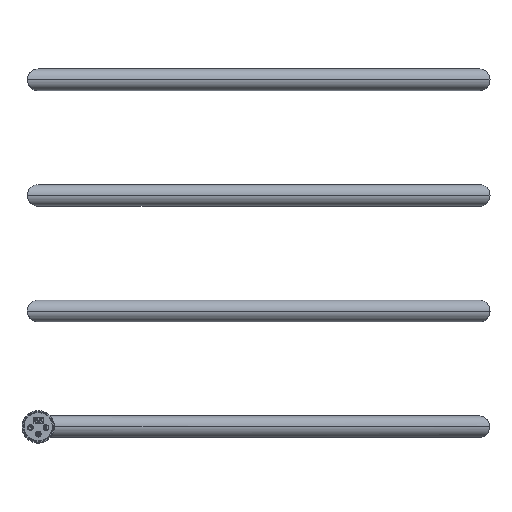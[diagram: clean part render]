
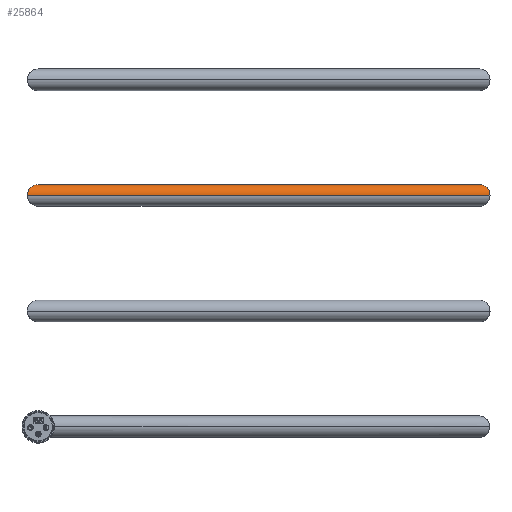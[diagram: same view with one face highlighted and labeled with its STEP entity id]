
A CAD part, top view. The second image highlights one B-rep face of the part: STEP entity #25864.
In plain terms, the highlighted cylindrical face has radius 14 mm (diameter 28 mm), a partial arc.
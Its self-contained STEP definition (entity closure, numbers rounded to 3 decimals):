
#25712=DIRECTION('',(-1.,0.,0.));
#25713=VECTOR('',#25712,600.);
#25714=CARTESIAN_POINT('',(300.,0.,14.));
#25715=LINE('',#25714,#25713);
#25716=CARTESIAN_POINT('',(-300.,0.,14.));
#25717=CARTESIAN_POINT('',(-300.,1.65,14.));
#25718=CARTESIAN_POINT('',(-299.403,5.214,
13.403));
#25719=CARTESIAN_POINT('',(-296.193,10.196,
10.193));
#25720=CARTESIAN_POINT('',(-292.052,12.866,
6.052));
#25721=CARTESIAN_POINT('',(-288.529,13.853,
2.529));
#25722=CARTESIAN_POINT('',(-286.,14.074,0.));
#25723=CARTESIAN_POINT('',(-283.471,13.853,
-2.529));
#25724=CARTESIAN_POINT('',(-279.948,12.866,
-6.052));
#25725=CARTESIAN_POINT('',(-275.807,10.196,
-10.193));
#25726=CARTESIAN_POINT('',(-272.597,5.214,
-13.403));
#25727=CARTESIAN_POINT('',(-272.,1.65,-14.));
#25728=CARTESIAN_POINT('',(-272.,0.,-14.));
#25730=CARTESIAN_POINT('',(300.,0.,14.));
#25731=CARTESIAN_POINT('',(300.,1.65,14.));
#25732=CARTESIAN_POINT('',(299.403,5.214,13.403));
#25733=CARTESIAN_POINT('',(296.193,10.196,10.193));
#25734=CARTESIAN_POINT('',(292.052,12.866,6.052));
#25735=CARTESIAN_POINT('',(288.529,13.853,2.529));
#25736=CARTESIAN_POINT('',(286.,14.074,0.));
#25737=CARTESIAN_POINT('',(283.471,13.853,
-2.529));
#25738=CARTESIAN_POINT('',(279.948,12.866,
-6.052));
#25739=CARTESIAN_POINT('',(275.807,10.196,
-10.193));
#25740=CARTESIAN_POINT('',(272.597,5.214,
-13.403));
#25741=CARTESIAN_POINT('',(272.,1.65,-14.));
#25742=CARTESIAN_POINT('',(272.,0.,-14.));
#25758=DIRECTION('',(-1.,0.,0.));
#25759=VECTOR('',#25758,544.);
#25760=CARTESIAN_POINT('',(272.,0.,-14.));
#25761=LINE('',#25760,#25759);
#25840=VERTEX_POINT('',#25730);
#25841=VERTEX_POINT('',#25742);
#25842=CARTESIAN_POINT('',(-300.,0.,14.));
#25843=VERTEX_POINT('',#25842);
#25844=VERTEX_POINT('',#25728);
#25849=CARTESIAN_POINT('',(-300.,0.,0.));
#25850=DIRECTION('',(1.,0.,0.));
#25851=DIRECTION('',(0.,0.,-1.));
#25852=AXIS2_PLACEMENT_3D('',#25849,#25850,#25851);
#25853=CYLINDRICAL_SURFACE('',#25852,14.);
#25855=ORIENTED_EDGE('',*,*,#25854,.F.);
#25857=ORIENTED_EDGE('',*,*,#25856,.T.);
#25859=ORIENTED_EDGE('',*,*,#25858,.T.);
#25861=ORIENTED_EDGE('',*,*,#25860,.F.);
#25862=EDGE_LOOP('',(#25855,#25857,#25859,#25861));
#25863=FACE_OUTER_BOUND('',#25862,.F.);
#25864=ADVANCED_FACE('',(#25863),#25853,.T.);
#25729=B_SPLINE_CURVE_WITH_KNOTS('',3,(#25716,#25717,#25718,#25719,#25720,
#25721,#25722,#25723,#25724,#25725,#25726,#25727,#25728),.UNSPECIFIED.,.F.,.F.,(
4,1,1,1,1,1,1,1,1,1,4),(0.,0.125,0.25,0.375,0.438,0.5,0.563,
0.625,0.75,0.875,1.),.UNSPECIFIED.);
#25743=B_SPLINE_CURVE_WITH_KNOTS('',3,(#25730,#25731,#25732,#25733,#25734,
#25735,#25736,#25737,#25738,#25739,#25740,#25741,#25742),.UNSPECIFIED.,.F.,.F.,(
4,1,1,1,1,1,1,1,1,1,4),(0.,0.125,0.25,0.375,0.438,0.5,0.563,
0.625,0.75,0.875,1.),.UNSPECIFIED.);
#25854=EDGE_CURVE('',#25840,#25841,#25743,.T.);
#25856=EDGE_CURVE('',#25840,#25843,#25715,.T.);
#25858=EDGE_CURVE('',#25843,#25844,#25729,.T.);
#25860=EDGE_CURVE('',#25841,#25844,#25761,.T.);
